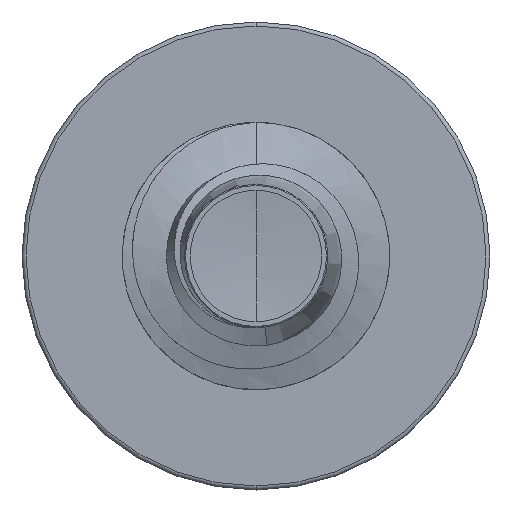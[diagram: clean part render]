
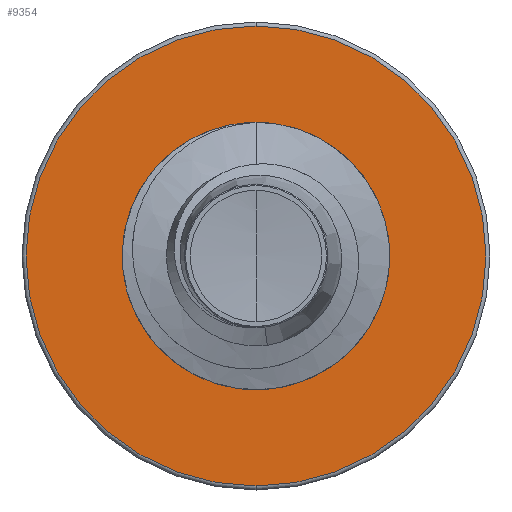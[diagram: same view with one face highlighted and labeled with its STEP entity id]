
A CAD part, front view. The second image highlights one B-rep face of the part: STEP entity #9354.
In plain terms, the highlighted planar face has unit normal (0, -1, 0).
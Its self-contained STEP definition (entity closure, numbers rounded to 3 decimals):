
#495 = VERTEX_POINT ( 'NONE', #14141 ) ;
#936 = AXIS2_PLACEMENT_3D ( 'NONE', #10752, #10749, #10735 ) ;
#961 = CIRCLE ( 'NONE', #6139, 2.842 ) ;
#2878 = ORIENTED_EDGE ( 'NONE', *, *, #3758, .F. ) ;
#3174 = CARTESIAN_POINT ( 'NONE',  ( 0., 10., -5.16 ) ) ;
#3255 = EDGE_LOOP ( 'NONE', ( #2878, #12349 ) ) ;
#3355 = ORIENTED_EDGE ( 'NONE', *, *, #5447, .T. ) ;
#3758 = EDGE_CURVE ( 'NONE', #13153, #11428, #6107, .T. ) ;
#4679 = AXIS2_PLACEMENT_3D ( 'NONE', #9997, #9964, #9946 ) ;
#5447 = EDGE_CURVE ( 'NONE', #495, #13250, #961, .T. ) ;
#5704 = DIRECTION ( 'NONE',  ( 0., 0., 1. ) ) ;
#5707 = DIRECTION ( 'NONE',  ( 0., 1., 0. ) ) ;
#5720 = CARTESIAN_POINT ( 'NONE',  ( 0., 10., 0. ) ) ;
#6107 = CIRCLE ( 'NONE', #12135, 5.16 ) ;
#6139 = AXIS2_PLACEMENT_3D ( 'NONE', #5720, #5707, #5704 ) ;
#6751 = AXIS2_PLACEMENT_3D ( 'NONE', #13793, #7889, #14459 ) ;
#7889 = DIRECTION ( 'NONE',  ( 0., 1., 0. ) ) ;
#9354 = ADVANCED_FACE ( 'NONE', ( #10810, #11115 ), #10025, .F. ) ;
#9466 = CARTESIAN_POINT ( 'NONE',  ( 0., 10., 2.842 ) ) ;
#9853 = CARTESIAN_POINT ( 'NONE',  ( 0., 10., 5.16 ) ) ;
#9946 = DIRECTION ( 'NONE',  ( 0., 0., 1. ) ) ;
#9964 = DIRECTION ( 'NONE',  ( 0., 1., 0. ) ) ;
#9997 = CARTESIAN_POINT ( 'NONE',  ( 0., 10., -2.842 ) ) ;
#10025 = PLANE ( 'NONE',  #4679 ) ;
#10735 = DIRECTION ( 'NONE',  ( 0., 0., 1. ) ) ;
#10749 = DIRECTION ( 'NONE',  ( 0., 1., 0. ) ) ;
#10752 = CARTESIAN_POINT ( 'NONE',  ( 0., 10., 0. ) ) ;
#10810 = FACE_OUTER_BOUND ( 'NONE', #3255, .T. ) ;
#11115 = FACE_BOUND ( 'NONE', #11217, .T. ) ;
#11217 = EDGE_LOOP ( 'NONE', ( #14475, #3355 ) ) ;
#11428 = VERTEX_POINT ( 'NONE', #3174 ) ;
#12107 = DIRECTION ( 'NONE',  ( 0., 0., 1. ) ) ;
#12119 = DIRECTION ( 'NONE',  ( 0., 1., 0. ) ) ;
#12134 = CARTESIAN_POINT ( 'NONE',  ( 0., 10., 0. ) ) ;
#12135 = AXIS2_PLACEMENT_3D ( 'NONE', #12134, #12119, #12107 ) ;
#12225 = CIRCLE ( 'NONE', #936, 2.842 ) ;
#12332 = EDGE_CURVE ( 'NONE', #13250, #495, #12225, .T. ) ;
#12349 = ORIENTED_EDGE ( 'NONE', *, *, #14825, .F. ) ;
#12506 = CIRCLE ( 'NONE', #6751, 5.16 ) ;
#13153 = VERTEX_POINT ( 'NONE', #9853 ) ;
#13250 = VERTEX_POINT ( 'NONE', #9466 ) ;
#13793 = CARTESIAN_POINT ( 'NONE',  ( 0., 10., 0. ) ) ;
#14141 = CARTESIAN_POINT ( 'NONE',  ( 0., 10., -2.842 ) ) ;
#14459 = DIRECTION ( 'NONE',  ( 0., 0., 1. ) ) ;
#14475 = ORIENTED_EDGE ( 'NONE', *, *, #12332, .T. ) ;
#14825 = EDGE_CURVE ( 'NONE', #11428, #13153, #12506, .T. ) ;
